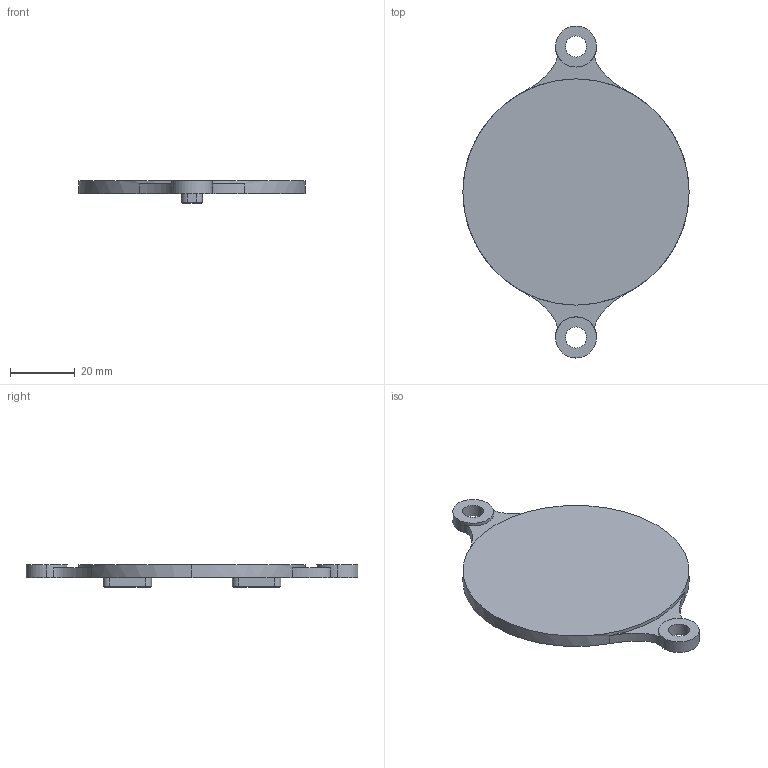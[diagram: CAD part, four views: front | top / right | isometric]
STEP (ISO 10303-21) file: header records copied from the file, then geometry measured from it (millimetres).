
FILE_DESCRIPTION (( 'STEP AP214' ), '1' );
FILE_NAME ('plaque.STEP', '2023-06-09T02:10:31', ( '' ), ( '' ), 'SwSTEP 2.0', 'SolidWorks 2022', '' );
FILE_SCHEMA (( 'AUTOMOTIVE_DESIGN' ));
Length unit declared in the file: millimetre
Products named in the file (1): plaque
Bounding box: 70 x 102.7 x 7 mm (x, y, z)
Volume: 17273.7 mm3; surface area: 9940.1 mm2
Topology: 1 solids, 1 shells, 54 faces, 134 edges, 84 vertices
Faces by surface type: plane 24, cylinder 18, cone 8, bspline 4
Entity records: 1668 total; most frequent: CARTESIAN_POINT 325, DIRECTION 280, ORIENTED_EDGE 268, EDGE_CURVE 134, AXIS2_PLACEMENT_3D 103, VERTEX_POINT 84, LINE 74, VECTOR 74
